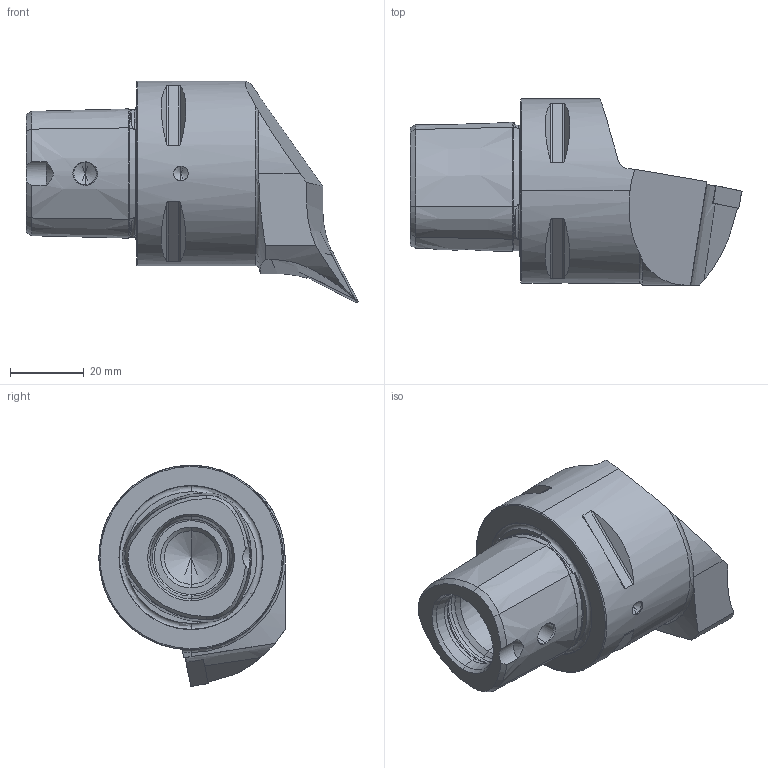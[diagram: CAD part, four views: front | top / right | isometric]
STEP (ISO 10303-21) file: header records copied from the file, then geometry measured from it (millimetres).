
FILE_DESCRIPTION (( 'STEP AP203' ), '1' );
FILE_NAME ('PS5-KVF.RPA.060.STEP', '2012-04-16T07:20:46', ( 'SwiAdmin' ), ( '' ), 'SwSTEP 2.0', 'SolidWorks 2012', '' );
FILE_SCHEMA (( 'CONFIG_CONTROL_DESIGN' ));
Length unit declared in the file: millimetre
Products named in the file (5): PS5-KVF.RPA.060; KVT_MB_600_060; VBMT160404; WCB-ER2.001.009_A; PS5-KVF.RPA.060_A
Assembly tree (4 placements, depth 2):
  PS5-KVF.RPA.060
    PS5-KVF.RPA.060_A
    WCB-ER2.001.009_A
    VBMT160404
    KVT_MB_600_060
Bounding box: 90.01 x 50.5 x 60.01 mm (x, y, z)
Volume: 86123.7 mm3; surface area: 18897.3 mm2
Topology: 5 solids, 5 shells, 275 faces, 665 edges, 396 vertices
Faces by surface type: cone 97, cylinder 66, plane 56, torus 36, bspline 16, sphere 4
Entity records: 9541 total; most frequent: CARTESIAN_POINT 2974, ORIENTED_EDGE 1292, DIRECTION 1241, EDGE_CURVE 646, AXIS2_PLACEMENT_3D 508, VERTEX_POINT 393, EDGE_LOOP 295, FACE_OUTER_BOUND 275
